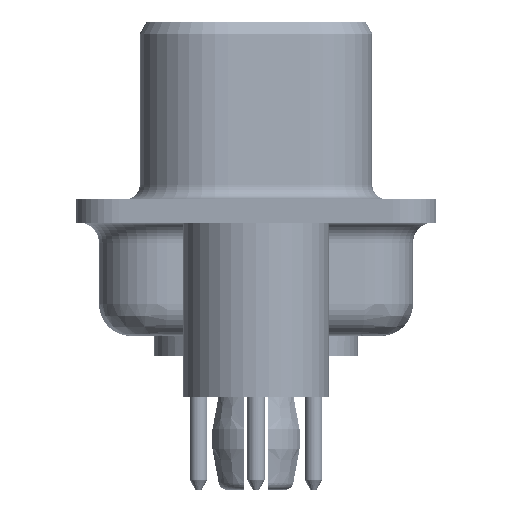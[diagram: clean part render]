
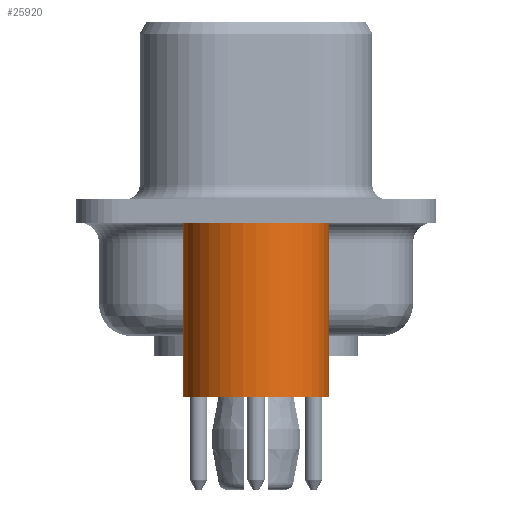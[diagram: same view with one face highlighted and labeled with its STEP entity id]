
A CAD part, left-side view. The second image highlights one B-rep face of the part: STEP entity #25920.
In plain terms, the highlighted cylindrical face has radius 2.5 mm (diameter 5 mm), a full revolution.
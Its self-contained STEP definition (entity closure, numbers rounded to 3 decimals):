
#4565=FACE_OUTER_BOUND('',#6232,.T.);
#6232=EDGE_LOOP('',(#24244,#24245,#24246,#24247,#24248,#24249));
#8227=LINE('',#44751,#10218);
#10218=VECTOR('',#35627,2.5);
#11414=CIRCLE('',#28527,2.5);
#11415=CIRCLE('',#28528,2.5);
#11435=CIRCLE('',#28572,2.5);
#11436=CIRCLE('',#28573,2.5);
#13713=VERTEX_POINT('',#44604);
#13714=VERTEX_POINT('',#44605);
#13735=VERTEX_POINT('',#44747);
#13736=VERTEX_POINT('',#44748);
#17196=EDGE_CURVE('',#13713,#13714,#11414,.T.);
#17197=EDGE_CURVE('',#13714,#13713,#11415,.T.);
#17241=EDGE_CURVE('',#13735,#13736,#11435,.T.);
#17242=EDGE_CURVE('',#13736,#13735,#11436,.T.);
#17243=EDGE_CURVE('',#13736,#13714,#8227,.T.);
#24244=ORIENTED_EDGE('',*,*,#17241,.F.);
#24245=ORIENTED_EDGE('',*,*,#17242,.F.);
#24246=ORIENTED_EDGE('',*,*,#17243,.T.);
#24247=ORIENTED_EDGE('',*,*,#17197,.T.);
#24248=ORIENTED_EDGE('',*,*,#17196,.T.);
#24249=ORIENTED_EDGE('',*,*,#17243,.F.);
#24547=CYLINDRICAL_SURFACE('',#28571,2.5);
#25920=ADVANCED_FACE('',(#4565),#24547,.T.);
#28527=AXIS2_PLACEMENT_3D('',#44606,#35521,#35522);
#28528=AXIS2_PLACEMENT_3D('',#44607,#35523,#35524);
#28571=AXIS2_PLACEMENT_3D('',#44746,#35621,#35622);
#28572=AXIS2_PLACEMENT_3D('',#44749,#35623,#35624);
#28573=AXIS2_PLACEMENT_3D('',#44750,#35625,#35626);
#35521=DIRECTION('center_axis',(0.,1.,0.));
#35522=DIRECTION('ref_axis',(-1.,0.,0.));
#35523=DIRECTION('center_axis',(0.,1.,0.));
#35524=DIRECTION('ref_axis',(-1.,0.,0.));
#35621=DIRECTION('center_axis',(0.,1.,0.));
#35622=DIRECTION('ref_axis',(-1.,0.,0.));
#35623=DIRECTION('center_axis',(0.,1.,0.));
#35624=DIRECTION('ref_axis',(-1.,0.,0.));
#35625=DIRECTION('center_axis',(0.,1.,0.));
#35626=DIRECTION('ref_axis',(-1.,0.,0.));
#35627=DIRECTION('',(0.,-1.,0.));
#44604=CARTESIAN_POINT('',(-2.5,3.2,0.));
#44605=CARTESIAN_POINT('',(2.5,3.2,0.));
#44606=CARTESIAN_POINT('Origin',(0.,3.2,0.));
#44607=CARTESIAN_POINT('Origin',(0.,3.2,0.));
#44746=CARTESIAN_POINT('Origin',(0.,6.2,0.));
#44747=CARTESIAN_POINT('',(-2.5,9.2,0.));
#44748=CARTESIAN_POINT('',(2.5,9.2,0.));
#44749=CARTESIAN_POINT('Origin',(0.,9.2,0.));
#44750=CARTESIAN_POINT('Origin',(0.,9.2,0.));
#44751=CARTESIAN_POINT('',(2.5,6.2,0.));
